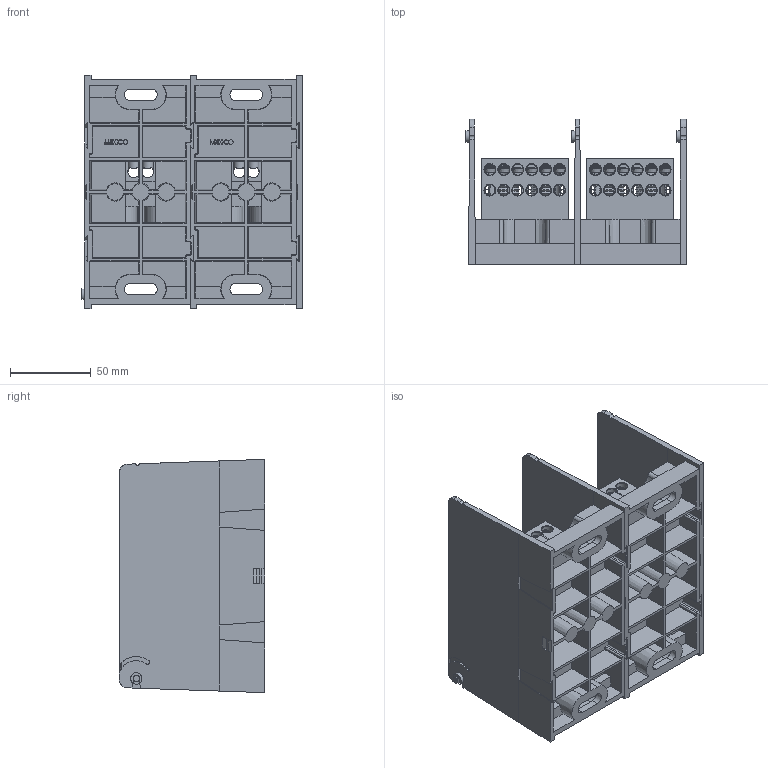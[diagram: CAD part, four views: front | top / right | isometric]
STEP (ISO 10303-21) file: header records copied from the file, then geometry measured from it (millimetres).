
FILE_DESCRIPTION (( 'STEP AP214' ), '1' );
FILE_NAME ('702035rev-2P.STEP', '2014-04-03T18:23:52', ( '' ), ( '' ), 'SwSTEP 2.0', 'SolidWorks 2013', '' );
FILE_SCHEMA (( 'AUTOMOTIVE_DESIGN' ));
Length unit declared in the file: inch
Products named in the file (1): 702035rev-2P
Bounding box: 136.78 x 90.17 x 144.78 mm (x, y, z)
Surface area: 207598 mm2 (no closed solid volume)
Topology: 0 solids, 68 shells, 832 faces, 3336 edges, 2461 vertices
Faces by surface type: plane 421, cone 238, cylinder 173
Full cylindrical faces by diameter (mm): 4.064 x1, 6.909 x49, 7.009 x12, 7.112 x1, 7.925 x10, 12.7 x4, 19.05 x4, 22.225 x4
Entity records: 49943 total; most frequent: CARTESIAN_POINT 15327, ORIENTED_EDGE 4508, DIRECTION 4258, EDGE_CURVE 2941, VERTEX_POINT 2321, VECTOR 1534, LINE 1534, AXIS2_PLACEMENT_3D 1362
